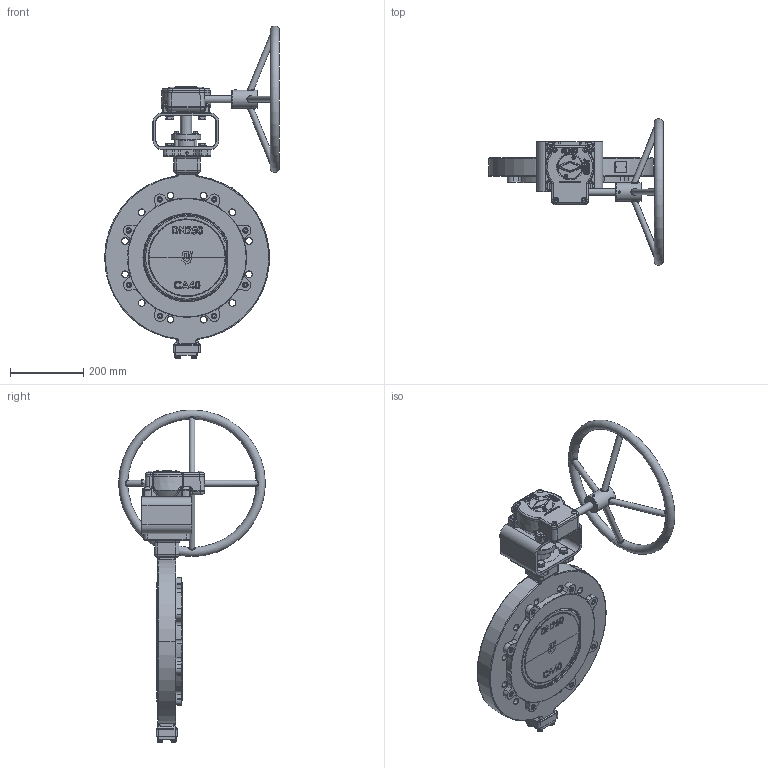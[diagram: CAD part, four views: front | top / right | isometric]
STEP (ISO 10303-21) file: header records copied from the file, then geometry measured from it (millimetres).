
FILE_DESCRIPTION(('HOOPS Exchange Step'),'2;1');
FILE_NAME('AK12_DN250_PN10_Getriebe.stp','2024-11-22T13:18:38+01:00',('nieru'),('Unknown organisation'),'HOOPS Exchange 2024.2','HOOPS Exchange','Unknown authorisation');
FILE_SCHEMA( ('AP203_CONFIGURATION_CONTROLLED_3D_DESIGN_OF_MECHANICAL_PARTS_AND_ASSEMBLIES_MIM_LF') );
Length unit declared in the file: millimetre
Products named in the file (9): 0; root
Assembly tree (8 placements, depth 4):
  root
    0
    0
      0
      0
      0
      0
      0
        0
Bounding box: 477.04 x 400 x 906.4 mm (x, y, z)
Volume: 9625290.6 mm3; surface area: 1203373.3 mm2
Topology: 81 solids, 699 shells, 3005 faces, 8618 edges, 6411 vertices
Faces by surface type: bspline 877, plane 815, cylinder 793, cone 287, torus 213, sphere 18, extrusion 2
Full cylindrical faces by diameter (mm): 4.2 x4, 6 x2, 8 x3, 9 x3, 10 x9, 10.2 x4, 12 x6, 13 x16, 14 x4, 14.8 x4, 16 x7, 18 x5, 20 x3, 21.1 x8, 21.533 x1, 28 x2, 30 x2, 31.979 x4, 32 x1, 40 x1, 49.792 x1, 50 x1, 51.318 x1, 67 x1, 72 x1, 80 x1, 239.572 x1, 243.762 x2
Entity records: 286048 total; most frequent: CARTESIAN_POINT 211338, ORIENTED_EDGE 14189, DIRECTION 13406, EDGE_CURVE 8543, VERTEX_POINT 6419, AXIS2_PLACEMENT_3D 5314, EDGE_LOOP 3235, FACE_BOUND 3235
